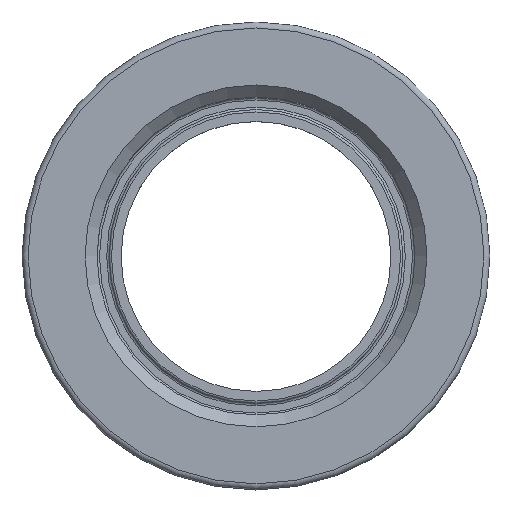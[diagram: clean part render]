
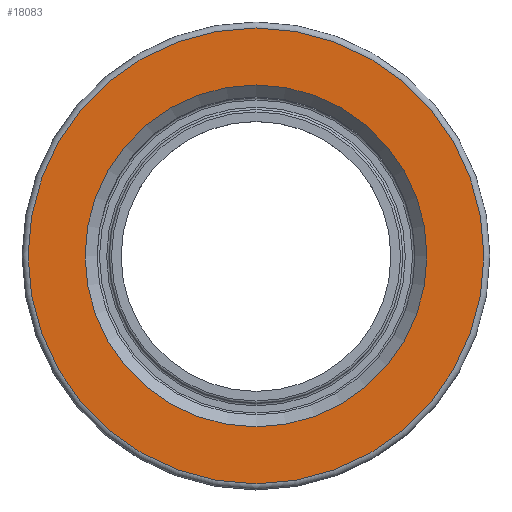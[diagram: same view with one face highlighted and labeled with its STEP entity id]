
A CAD part, top view. The second image highlights one B-rep face of the part: STEP entity #18083.
In plain terms, the highlighted planar face has unit normal (0, 0, 1).
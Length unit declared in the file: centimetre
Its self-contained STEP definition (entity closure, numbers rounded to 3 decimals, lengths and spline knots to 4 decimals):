
#49=CIRCLE('',#18648,28.5);
#53=CIRCLE('',#18654,38.);
#183=FACE_BOUND('',#2723,.T.);
#716=PLANE('',#18653);
#1664=FACE_OUTER_BOUND('',#2722,.T.);
#2722=EDGE_LOOP('',(#16612));
#2723=EDGE_LOOP('',(#16613));
#8806=VERTEX_POINT('',#32298);
#8810=VERTEX_POINT('',#32310);
#11409=EDGE_CURVE('',#8806,#8806,#49,.T.);
#11415=EDGE_CURVE('',#8810,#8810,#53,.T.);
#16612=ORIENTED_EDGE('',*,*,#11415,.T.);
#16613=ORIENTED_EDGE('',*,*,#11409,.F.);
#18083=ADVANCED_FACE('',(#1664,#183),#716,.T.);
#18648=AXIS2_PLACEMENT_3D('',#32299,#21540,#21541);
#18653=AXIS2_PLACEMENT_3D('',#32309,#21552,#21553);
#18654=AXIS2_PLACEMENT_3D('',#32311,#21554,#21555);
#21540=DIRECTION('center_axis',(0.,0.,1.));
#21541=DIRECTION('ref_axis',(1.,0.,0.));
#21552=DIRECTION('center_axis',(0.,0.,1.));
#21553=DIRECTION('ref_axis',(1.,0.,0.));
#21554=DIRECTION('center_axis',(0.,0.,1.));
#21555=DIRECTION('ref_axis',(-1.,0.,0.));
#32298=CARTESIAN_POINT('',(-55.,0.,2.));
#32299=CARTESIAN_POINT('Origin',(-26.5,0.,2.));
#32309=CARTESIAN_POINT('Origin',(-26.5,0.,2.));
#32310=CARTESIAN_POINT('',(11.5,0.,2.));
#32311=CARTESIAN_POINT('Origin',(-26.5,0.,2.));
